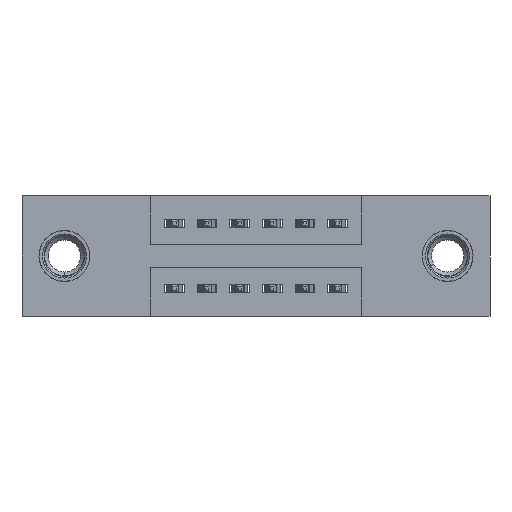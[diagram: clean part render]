
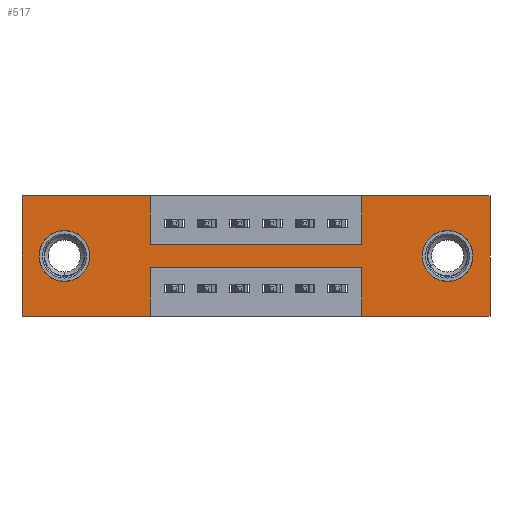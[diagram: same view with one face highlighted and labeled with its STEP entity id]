
A CAD part, front view. The second image highlights one B-rep face of the part: STEP entity #517.
In plain terms, the highlighted planar face has unit normal (0, -1, 0).
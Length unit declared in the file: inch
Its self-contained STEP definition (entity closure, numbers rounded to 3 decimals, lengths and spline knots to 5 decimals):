
#59 = CIRCLE ( 'NONE', #7759, 0.078 ) ;
#160 = VECTOR ( 'NONE', #9767, 39.37008 ) ;
#172 = CARTESIAN_POINT ( 'NONE',  ( 1.305, 0., -0.107 ) ) ;
#177 = VERTEX_POINT ( 'NONE', #325 ) ;
#325 = CARTESIAN_POINT ( 'NONE',  ( 0.3925, 0., -0.15 ) ) ;
#329 = VECTOR ( 'NONE', #1015, 39.37008 ) ;
#380 = EDGE_LOOP ( 'NONE', ( #3463, #8183, #4748, #3575, #7908, #906, #2174, #10162, #1447, #3858, #2407, #9740 ) ) ;
#391 = CARTESIAN_POINT ( 'NONE',  ( 0.13, 0., -0.185 ) ) ;
#517 = ADVANCED_FACE ( 'NONE', ( #6727, #4306, #6469 ), #5709, .T. ) ;
#582 = DIRECTION ( 'NONE',  ( 0., 0., -1. ) ) ;
#587 = CARTESIAN_POINT ( 'NONE',  ( 0.3925, 0., -0.37 ) ) ;
#631 = DIRECTION ( 'NONE',  ( 0., 0., -1. ) ) ;
#652 = DIRECTION ( 'NONE',  ( 0., 0., -1. ) ) ;
#782 = ORIENTED_EDGE ( 'NONE', *, *, #3914, .T. ) ;
#906 = ORIENTED_EDGE ( 'NONE', *, *, #2113, .F. ) ;
#1015 = DIRECTION ( 'NONE',  ( 1., 0., 0. ) ) ;
#1045 = CARTESIAN_POINT ( 'NONE',  ( 1.435, 0., 0. ) ) ;
#1080 = CARTESIAN_POINT ( 'NONE',  ( 0., 0., 0. ) ) ;
#1131 = ORIENTED_EDGE ( 'NONE', *, *, #5025, .T. ) ;
#1180 = VECTOR ( 'NONE', #652, 39.37008 ) ;
#1196 = LINE ( 'NONE', #1080, #329 ) ;
#1229 = CARTESIAN_POINT ( 'NONE',  ( 1.0425, 0., 0. ) ) ;
#1266 = VERTEX_POINT ( 'NONE', #7991 ) ;
#1272 = EDGE_CURVE ( 'NONE', #9524, #7111, #4675, .T. ) ;
#1335 = DIRECTION ( 'NONE',  ( 0., 0., 1. ) ) ;
#1447 = ORIENTED_EDGE ( 'NONE', *, *, #3834, .F. ) ;
#1491 = VERTEX_POINT ( 'NONE', #7390 ) ;
#1502 = DIRECTION ( 'NONE',  ( 0., 0., -1. ) ) ;
#1657 = CARTESIAN_POINT ( 'NONE',  ( 0.3925, 0., -0.22 ) ) ;
#1679 = CARTESIAN_POINT ( 'NONE',  ( 0., 0., -0.37 ) ) ;
#1765 = EDGE_CURVE ( 'NONE', #2115, #9524, #3877, .T. ) ;
#1773 = CIRCLE ( 'NONE', #10726, 0.078 ) ;
#1854 = ORIENTED_EDGE ( 'NONE', *, *, #2878, .T. ) ;
#1898 = DIRECTION ( 'NONE',  ( 1., 0., 0. ) ) ;
#1952 = DIRECTION ( 'NONE',  ( 0., 0., 1. ) ) ;
#1992 = LINE ( 'NONE', #10121, #8073 ) ;
#2042 = LINE ( 'NONE', #4219, #4318 ) ;
#2078 = CARTESIAN_POINT ( 'NONE',  ( 0.3925, 0., 0. ) ) ;
#2113 = EDGE_CURVE ( 'NONE', #3742, #3808, #1196, .T. ) ;
#2115 = VERTEX_POINT ( 'NONE', #1657 ) ;
#2174 = ORIENTED_EDGE ( 'NONE', *, *, #5561, .F. ) ;
#2342 = LINE ( 'NONE', #5801, #5117 ) ;
#2407 = ORIENTED_EDGE ( 'NONE', *, *, #7161, .F. ) ;
#2456 = EDGE_CURVE ( 'NONE', #3808, #3375, #7799, .T. ) ;
#2502 = CARTESIAN_POINT ( 'NONE',  ( 1.435, 0., -0.37 ) ) ;
#2569 = VECTOR ( 'NONE', #1502, 39.37008 ) ;
#2667 = ORIENTED_EDGE ( 'NONE', *, *, #8302, .T. ) ;
#2676 = CARTESIAN_POINT ( 'NONE',  ( 1.0425, 0., -0.37 ) ) ;
#2878 = EDGE_CURVE ( 'NONE', #1266, #9549, #6748, .T. ) ;
#3218 = CARTESIAN_POINT ( 'NONE',  ( 0., 0., 0. ) ) ;
#3310 = DIRECTION ( 'NONE',  ( 0., 1., 0. ) ) ;
#3375 = VERTEX_POINT ( 'NONE', #2502 ) ;
#3407 = EDGE_CURVE ( 'NONE', #3544, #5254, #2042, .T. ) ;
#3463 = ORIENTED_EDGE ( 'NONE', *, *, #1765, .F. ) ;
#3544 = VERTEX_POINT ( 'NONE', #2676 ) ;
#3556 = DIRECTION ( 'NONE',  ( 0., 1., 0. ) ) ;
#3575 = ORIENTED_EDGE ( 'NONE', *, *, #9356, .F. ) ;
#3742 = VERTEX_POINT ( 'NONE', #1229 ) ;
#3744 = VERTEX_POINT ( 'NONE', #2078 ) ;
#3808 = VERTEX_POINT ( 'NONE', #3843 ) ;
#3834 = EDGE_CURVE ( 'NONE', #3744, #177, #4821, .T. ) ;
#3843 = CARTESIAN_POINT ( 'NONE',  ( 1.435, 0., 0. ) ) ;
#3858 = ORIENTED_EDGE ( 'NONE', *, *, #9007, .F. ) ;
#3873 = VECTOR ( 'NONE', #5263, 39.37008 ) ;
#3877 = LINE ( 'NONE', #587, #10330 ) ;
#3914 = EDGE_CURVE ( 'NONE', #1491, #6709, #1773, .T. ) ;
#4082 = CIRCLE ( 'NONE', #5022, 0.078 ) ;
#4159 = VECTOR ( 'NONE', #7346, 39.37008 ) ;
#4219 = CARTESIAN_POINT ( 'NONE',  ( 1.0425, 0., -0.37 ) ) ;
#4306 = FACE_BOUND ( 'NONE', #9020, .T. ) ;
#4318 = VECTOR ( 'NONE', #5866, 39.37008 ) ;
#4515 = LINE ( 'NONE', #1679, #10707 ) ;
#4675 = LINE ( 'NONE', #7329, #4159 ) ;
#4748 = ORIENTED_EDGE ( 'NONE', *, *, #3407, .F. ) ;
#4821 = LINE ( 'NONE', #5681, #2569 ) ;
#4879 = EDGE_LOOP ( 'NONE', ( #2667, #1854 ) ) ;
#5022 = AXIS2_PLACEMENT_3D ( 'NONE', #10540, #5727, #631 ) ;
#5025 = EDGE_CURVE ( 'NONE', #6709, #1491, #59, .T. ) ;
#5117 = VECTOR ( 'NONE', #7388, 39.37008 ) ;
#5248 = DIRECTION ( 'NONE',  ( 0., 0., -1. ) ) ;
#5254 = VERTEX_POINT ( 'NONE', #8244 ) ;
#5263 = DIRECTION ( 'NONE',  ( 1., 0., 0. ) ) ;
#5319 = DIRECTION ( 'NONE',  ( 0., -1., 0. ) ) ;
#5389 = AXIS2_PLACEMENT_3D ( 'NONE', #8479, #3556, #9278 ) ;
#5485 = EDGE_CURVE ( 'NONE', #177, #9167, #10324, .T. ) ;
#5561 = EDGE_CURVE ( 'NONE', #9167, #3742, #9588, .T. ) ;
#5658 = CARTESIAN_POINT ( 'NONE',  ( 0., 0., 0. ) ) ;
#5681 = CARTESIAN_POINT ( 'NONE',  ( 0.3925, 0., 0. ) ) ;
#5709 = PLANE ( 'NONE',  #6606 ) ;
#5727 = DIRECTION ( 'NONE',  ( 0., 1., 0. ) ) ;
#5801 = CARTESIAN_POINT ( 'NONE',  ( 0.3925, 0., -0.22 ) ) ;
#5866 = DIRECTION ( 'NONE',  ( 0., 0., 1. ) ) ;
#5965 = CARTESIAN_POINT ( 'NONE',  ( 0., 0., -0.37 ) ) ;
#6328 = DIRECTION ( 'NONE',  ( 0., 1., 0. ) ) ;
#6469 = FACE_OUTER_BOUND ( 'NONE', #380, .T. ) ;
#6606 = AXIS2_PLACEMENT_3D ( 'NONE', #5965, #5319, #5248 ) ;
#6709 = VERTEX_POINT ( 'NONE', #9232 ) ;
#6727 = FACE_BOUND ( 'NONE', #4879, .T. ) ;
#6748 = CIRCLE ( 'NONE', #5389, 0.078 ) ;
#7111 = VERTEX_POINT ( 'NONE', #9698 ) ;
#7161 = EDGE_CURVE ( 'NONE', #7111, #10448, #9083, .T. ) ;
#7329 = CARTESIAN_POINT ( 'NONE',  ( 0., 0., -0.37 ) ) ;
#7346 = DIRECTION ( 'NONE',  ( -1., 0., 0. ) ) ;
#7388 = DIRECTION ( 'NONE',  ( -1., 0., 0. ) ) ;
#7390 = CARTESIAN_POINT ( 'NONE',  ( 0.13, 0., -0.107 ) ) ;
#7445 = VECTOR ( 'NONE', #1952, 39.37008 ) ;
#7487 = DIRECTION ( 'NONE',  ( -1., 0., 0. ) ) ;
#7759 = AXIS2_PLACEMENT_3D ( 'NONE', #391, #6328, #1335 ) ;
#7799 = LINE ( 'NONE', #1045, #1180 ) ;
#7908 = ORIENTED_EDGE ( 'NONE', *, *, #2456, .F. ) ;
#7991 = CARTESIAN_POINT ( 'NONE',  ( 1.305, 0., -0.263 ) ) ;
#8073 = VECTOR ( 'NONE', #1898, 39.37008 ) ;
#8183 = ORIENTED_EDGE ( 'NONE', *, *, #8761, .F. ) ;
#8233 = CARTESIAN_POINT ( 'NONE',  ( 0.13, 0., -0.185 ) ) ;
#8244 = CARTESIAN_POINT ( 'NONE',  ( 1.0425, 0., -0.22 ) ) ;
#8302 = EDGE_CURVE ( 'NONE', #9549, #1266, #4082, .T. ) ;
#8479 = CARTESIAN_POINT ( 'NONE',  ( 1.305, 0., -0.185 ) ) ;
#8496 = CARTESIAN_POINT ( 'NONE',  ( 0.3925, 0., -0.37 ) ) ;
#8504 = CARTESIAN_POINT ( 'NONE',  ( 0.3925, 0., -0.15 ) ) ;
#8761 = EDGE_CURVE ( 'NONE', #5254, #2115, #2342, .T. ) ;
#9007 = EDGE_CURVE ( 'NONE', #10448, #3744, #1992, .T. ) ;
#9020 = EDGE_LOOP ( 'NONE', ( #782, #1131 ) ) ;
#9047 = DIRECTION ( 'NONE',  ( 0., 0., 1. ) ) ;
#9083 = LINE ( 'NONE', #3218, #160 ) ;
#9167 = VERTEX_POINT ( 'NONE', #9670 ) ;
#9232 = CARTESIAN_POINT ( 'NONE',  ( 0.13, 0., -0.263 ) ) ;
#9278 = DIRECTION ( 'NONE',  ( 0., 0., -1. ) ) ;
#9356 = EDGE_CURVE ( 'NONE', #3375, #3544, #4515, .T. ) ;
#9383 = CARTESIAN_POINT ( 'NONE',  ( 1.0425, 0., 0. ) ) ;
#9524 = VERTEX_POINT ( 'NONE', #8496 ) ;
#9549 = VERTEX_POINT ( 'NONE', #172 ) ;
#9588 = LINE ( 'NONE', #9383, #7445 ) ;
#9670 = CARTESIAN_POINT ( 'NONE',  ( 1.0425, 0., -0.15 ) ) ;
#9698 = CARTESIAN_POINT ( 'NONE',  ( 0., 0., -0.37 ) ) ;
#9740 = ORIENTED_EDGE ( 'NONE', *, *, #1272, .F. ) ;
#9767 = DIRECTION ( 'NONE',  ( 0., 0., 1. ) ) ;
#10121 = CARTESIAN_POINT ( 'NONE',  ( 0., 0., 0. ) ) ;
#10162 = ORIENTED_EDGE ( 'NONE', *, *, #5485, .F. ) ;
#10324 = LINE ( 'NONE', #8504, #3873 ) ;
#10330 = VECTOR ( 'NONE', #582, 39.37008 ) ;
#10448 = VERTEX_POINT ( 'NONE', #5658 ) ;
#10540 = CARTESIAN_POINT ( 'NONE',  ( 1.305, 0., -0.185 ) ) ;
#10707 = VECTOR ( 'NONE', #7487, 39.37008 ) ;
#10726 = AXIS2_PLACEMENT_3D ( 'NONE', #8233, #3310, #9047 ) ;
